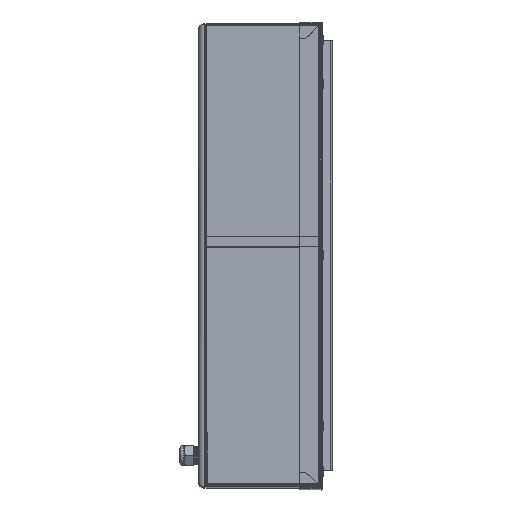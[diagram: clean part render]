
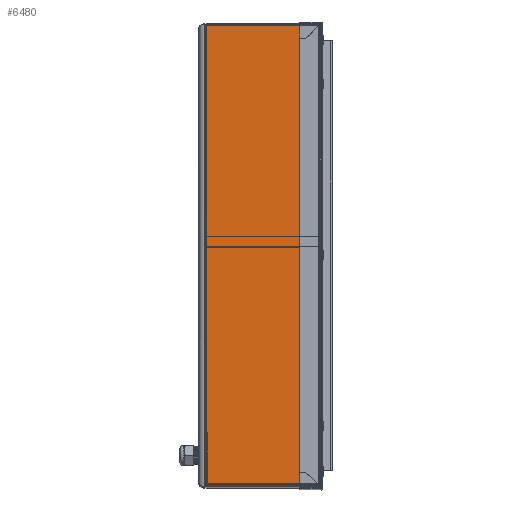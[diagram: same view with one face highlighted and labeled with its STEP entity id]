
A CAD part, top view. The second image highlights one B-rep face of the part: STEP entity #6480.
In plain terms, the highlighted planar face has unit normal (0, 0, 1).
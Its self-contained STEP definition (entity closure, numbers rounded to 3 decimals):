
#6480 = ADVANCED_FACE( '', ( #14425 ), #14426, .T. );
#14425 = FACE_OUTER_BOUND( '', #24290, .T. );
#14426 = PLANE( '', #24291 );
#24290 = EDGE_LOOP( '', ( #42057, #42058, #42059, #42060, #42061, #42062 ) );
#24291 = AXIS2_PLACEMENT_3D( '', #42063, #42064, #42065 );
#42057 = ORIENTED_EDGE( '', *, *, #63519, .F. );
#42058 = ORIENTED_EDGE( '', *, *, #63514, .T. );
#42059 = ORIENTED_EDGE( '', *, *, #63520, .T. );
#42060 = ORIENTED_EDGE( '', *, *, #58932, .T. );
#42061 = ORIENTED_EDGE( '', *, *, #63521, .F. );
#42062 = ORIENTED_EDGE( '', *, *, #63522, .F. );
#42063 = CARTESIAN_POINT( '', ( 74.5, 297.5, 597.5 ) );
#42064 = DIRECTION( '', ( 0., 0., 1. ) );
#42065 = DIRECTION( '', ( 1., 0., 0. ) );
#58932 = EDGE_CURVE( '', #71617, #69198, #71618, .T. );
#63514 = EDGE_CURVE( '', #67967, #78928, #78930, .T. );
#63519 = EDGE_CURVE( '', #67967, #78374, #78935, .T. );
#63520 = EDGE_CURVE( '', #78928, #71617, #78936, .T. );
#63521 = EDGE_CURVE( '', #78937, #69198, #78938, .T. );
#63522 = EDGE_CURVE( '', #78374, #78937, #78939, .T. );
#67967 = VERTEX_POINT( '', #84108 );
#69198 = VERTEX_POINT( '', #86017 );
#71617 = VERTEX_POINT( '', #89458 );
#71618 = LINE( '', #89459, #89460 );
#78374 = VERTEX_POINT( '', #98841 );
#78928 = VERTEX_POINT( '', #99689 );
#78930 = LINE( '', #99691, #99692 );
#78935 = LINE( '', #99699, #99700 );
#78936 = LINE( '', #99701, #99702 );
#78937 = VERTEX_POINT( '', #99703 );
#78938 = LINE( '', #99704, #99705 );
#78939 = LINE( '', #99706, #99707 );
#84108 = CARTESIAN_POINT( '', ( 72.29, 295.288, 597.5 ) );
#86017 = CARTESIAN_POINT( '', ( -72.29, -295.288, 597.5 ) );
#89458 = CARTESIAN_POINT( '', ( -72.29, 295.288, 597.5 ) );
#89459 = CARTESIAN_POINT( '', ( -72.29, 297.5, 597.5 ) );
#89460 = VECTOR( '', #108476, 1000. );
#98841 = CARTESIAN_POINT( '', ( 72.29, -295.288, 597.5 ) );
#99689 = CARTESIAN_POINT( '', ( -72.288, 295.288, 597.5 ) );
#99691 = CARTESIAN_POINT( '', ( -72.29, 295.288, 597.5 ) );
#99692 = VECTOR( '', #114577, 1000. );
#99699 = CARTESIAN_POINT( '', ( 72.29, -295.288, 597.5 ) );
#99700 = VECTOR( '', #114580, 1000. );
#99701 = CARTESIAN_POINT( '', ( -72.29, 295.288, 597.5 ) );
#99702 = VECTOR( '', #114581, 1000. );
#99703 = CARTESIAN_POINT( '', ( -72.288, -295.288, 597.5 ) );
#99704 = CARTESIAN_POINT( '', ( -72.29, -295.288, 597.5 ) );
#99705 = VECTOR( '', #114582, 1000. );
#99706 = CARTESIAN_POINT( '', ( -72.29, -295.288, 597.5 ) );
#99707 = VECTOR( '', #114583, 1000. );
#108476 = DIRECTION( '', ( 0., -1., 0. ) );
#114577 = DIRECTION( '', ( -1., 0., 0. ) );
#114580 = DIRECTION( '', ( 0., -1., 0. ) );
#114581 = DIRECTION( '', ( -1., 0., 0. ) );
#114582 = DIRECTION( '', ( -1., 0., 0. ) );
#114583 = DIRECTION( '', ( -1., 0., 0. ) );
